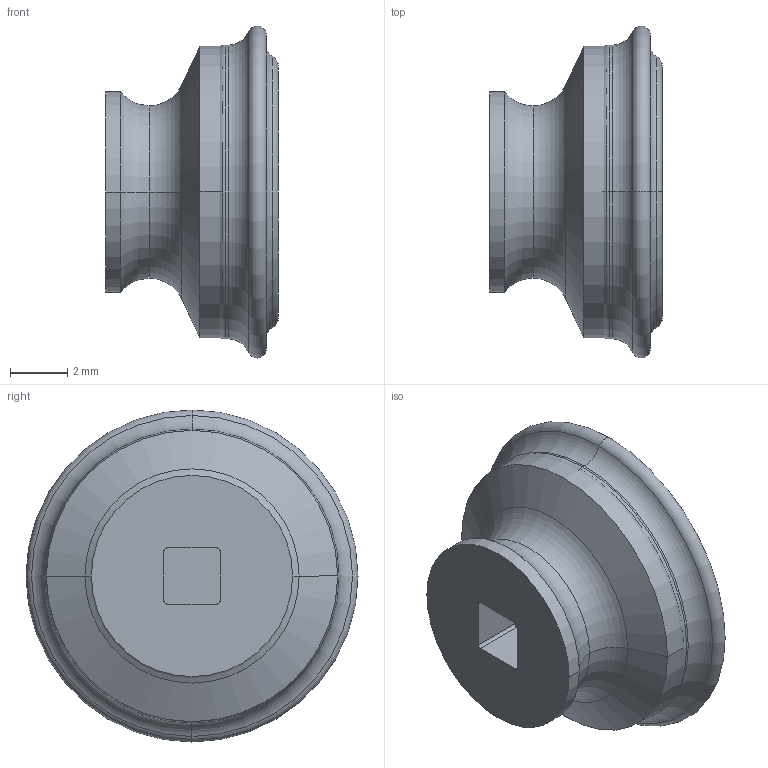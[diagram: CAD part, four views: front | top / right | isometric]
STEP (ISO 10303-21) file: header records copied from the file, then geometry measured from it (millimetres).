
FILE_DESCRIPTION (( 'STEP AP214' ), '1' );
FILE_NAME ('CC2 Full Assembly.STEP', '2024-11-15T23:08:25', ( '' ), ( '' ), 'SwSTEP 2.0', 'SolidWorks 2023', '' );
FILE_SCHEMA (( 'AUTOMOTIVE_DESIGN' ));
Length unit declared in the file: millimetre
Products named in the file (1): CC2 Full Assembly
Bounding box: 6 x 11.55 x 11.55 mm (x, y, z)
Volume: 296.2 mm3; surface area: 557 mm2
Topology: 2 solids, 2 shells, 73 faces, 160 edges, 92 vertices
Faces by surface type: torus 36, plane 17, cone 12, cylinder 8
Entity records: 2058 total; most frequent: DIRECTION 396, CARTESIAN_POINT 374, ORIENTED_EDGE 320, AXIS2_PLACEMENT_3D 178, EDGE_CURVE 160, CIRCLE 104, VERTEX_POINT 92, EDGE_LOOP 76
